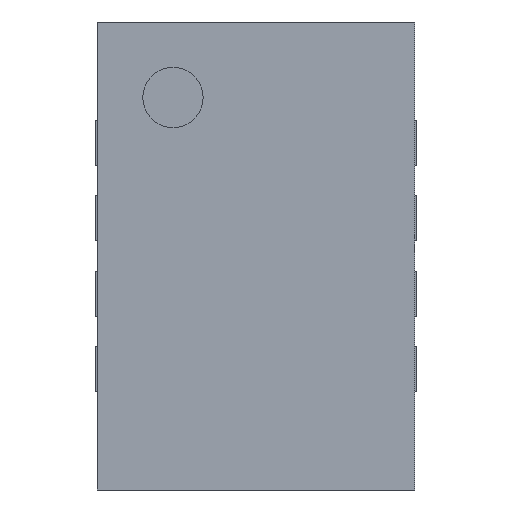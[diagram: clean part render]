
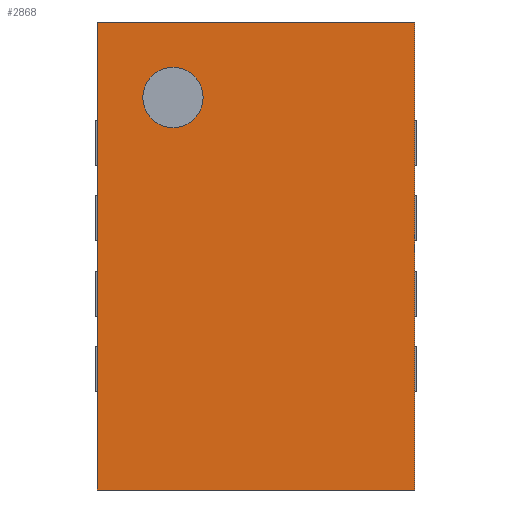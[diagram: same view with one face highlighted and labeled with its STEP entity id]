
A CAD part, front view. The second image highlights one B-rep face of the part: STEP entity #2868.
In plain terms, the highlighted planar face has unit normal (0, -1, 0).
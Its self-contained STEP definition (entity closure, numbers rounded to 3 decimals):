
#152 = VERTEX_POINT ( 'NONE', #1534 ) ;
#180 = DIRECTION ( 'NONE',  ( 0., 1., 0. ) ) ;
#200 = LINE ( 'NONE', #3208, #1890 ) ;
#241 = EDGE_CURVE ( 'NONE', #152, #1360, #3554, .T. ) ;
#266 = LINE ( 'NONE', #1910, #1729 ) ;
#268 = ORIENTED_EDGE ( 'NONE', *, *, #3213, .F. ) ;
#402 = ORIENTED_EDGE ( 'NONE', *, *, #3059, .T. ) ;
#425 = CARTESIAN_POINT ( 'NONE',  ( -0.55, -0.8, 0.85 ) ) ;
#448 = LINE ( 'NONE', #1280, #1361 ) ;
#538 = FACE_BOUND ( 'NONE', #1850, .T. ) ;
#546 = CIRCLE ( 'NONE', #3129, 0.2 ) ;
#635 = CARTESIAN_POINT ( 'NONE',  ( -1.05, -0.8, 1.55 ) ) ;
#748 = DIRECTION ( 'NONE',  ( 0., 0., 1. ) ) ;
#749 = CARTESIAN_POINT ( 'NONE',  ( -0.55, -0.8, 1.05 ) ) ;
#808 = PLANE ( 'NONE',  #2181 ) ;
#846 = CARTESIAN_POINT ( 'NONE',  ( -0.55, -0.8, 1.25 ) ) ;
#1074 = DIRECTION ( 'NONE',  ( 0., 0., -1. ) ) ;
#1084 = CARTESIAN_POINT ( 'NONE',  ( 1.05, -0.8, 1.55 ) ) ;
#1215 = DIRECTION ( 'NONE',  ( 0., 0., 1. ) ) ;
#1228 = ORIENTED_EDGE ( 'NONE', *, *, #1402, .T. ) ;
#1243 = DIRECTION ( 'NONE',  ( 0., 1., 0. ) ) ;
#1280 = CARTESIAN_POINT ( 'NONE',  ( -1.05, -0.8, 1.55 ) ) ;
#1295 = DIRECTION ( 'NONE',  ( 0., 0., 1. ) ) ;
#1315 = ORIENTED_EDGE ( 'NONE', *, *, #1994, .F. ) ;
#1360 = VERTEX_POINT ( 'NONE', #2262 ) ;
#1361 = VECTOR ( 'NONE', #2924, 1000. ) ;
#1402 = EDGE_CURVE ( 'NONE', #1487, #2114, #1445, .T. ) ;
#1445 = CIRCLE ( 'NONE', #2368, 0.2 ) ;
#1487 = VERTEX_POINT ( 'NONE', #425 ) ;
#1534 = CARTESIAN_POINT ( 'NONE',  ( 1.05, -0.8, 1.55 ) ) ;
#1729 = VECTOR ( 'NONE', #3029, 1000. ) ;
#1850 = EDGE_LOOP ( 'NONE', ( #402, #1228 ) ) ;
#1890 = VECTOR ( 'NONE', #1295, 1000. ) ;
#1910 = CARTESIAN_POINT ( 'NONE',  ( 2.05, -0.8, -1.55 ) ) ;
#1994 = EDGE_CURVE ( 'NONE', #2565, #2471, #200, .T. ) ;
#2094 = ORIENTED_EDGE ( 'NONE', *, *, #3479, .F. ) ;
#2114 = VERTEX_POINT ( 'NONE', #846 ) ;
#2129 = CARTESIAN_POINT ( 'NONE',  ( -1.05, -0.8, -1.55 ) ) ;
#2177 = DIRECTION ( 'NONE',  ( 0., 0., -1. ) ) ;
#2181 = AXIS2_PLACEMENT_3D ( 'NONE', #3235, #2699, #1074 ) ;
#2262 = CARTESIAN_POINT ( 'NONE',  ( 1.05, -0.8, -1.55 ) ) ;
#2265 = EDGE_LOOP ( 'NONE', ( #2094, #1315, #268, #3232 ) ) ;
#2368 = AXIS2_PLACEMENT_3D ( 'NONE', #749, #180, #1215 ) ;
#2471 = VERTEX_POINT ( 'NONE', #635 ) ;
#2565 = VERTEX_POINT ( 'NONE', #2129 ) ;
#2590 = CARTESIAN_POINT ( 'NONE',  ( -0.55, -0.8, 1.05 ) ) ;
#2699 = DIRECTION ( 'NONE',  ( 0., -1., 0. ) ) ;
#2868 = ADVANCED_FACE ( 'NONE', ( #538, #2992 ), #808, .T. ) ;
#2924 = DIRECTION ( 'NONE',  ( 1., 0., 0. ) ) ;
#2992 = FACE_OUTER_BOUND ( 'NONE', #2265, .T. ) ;
#3029 = DIRECTION ( 'NONE',  ( -1., 0., 0. ) ) ;
#3059 = EDGE_CURVE ( 'NONE', #2114, #1487, #546, .T. ) ;
#3129 = AXIS2_PLACEMENT_3D ( 'NONE', #2590, #1243, #748 ) ;
#3208 = CARTESIAN_POINT ( 'NONE',  ( -1.05, -0.8, -2.55 ) ) ;
#3213 = EDGE_CURVE ( 'NONE', #1360, #2565, #266, .T. ) ;
#3232 = ORIENTED_EDGE ( 'NONE', *, *, #241, .F. ) ;
#3235 = CARTESIAN_POINT ( 'NONE',  ( -1.05, -0.8, 1.55 ) ) ;
#3282 = VECTOR ( 'NONE', #2177, 1000. ) ;
#3479 = EDGE_CURVE ( 'NONE', #2471, #152, #448, .T. ) ;
#3554 = LINE ( 'NONE', #1084, #3282 ) ;
